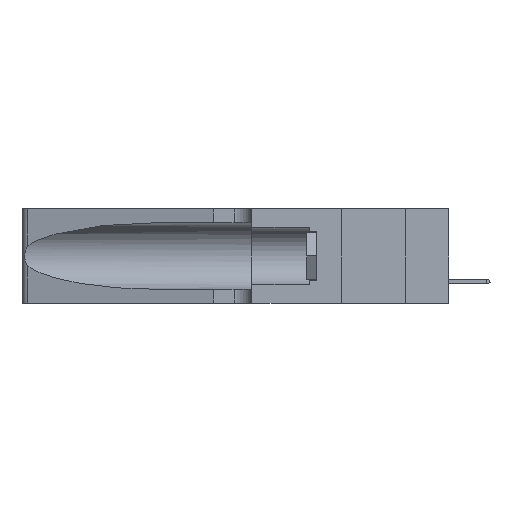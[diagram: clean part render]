
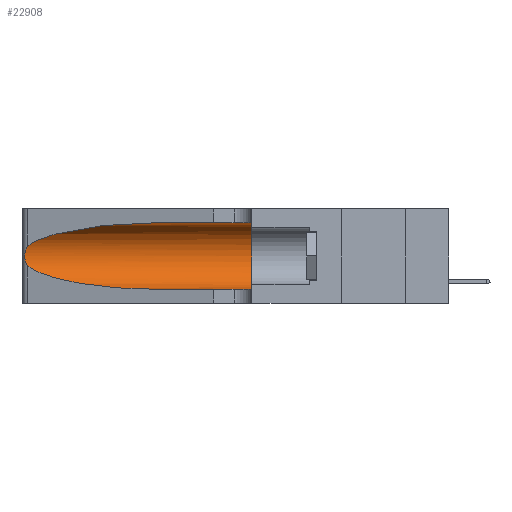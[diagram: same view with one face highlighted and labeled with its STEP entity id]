
A CAD part, left-side view. The second image highlights one B-rep face of the part: STEP entity #22908.
In plain terms, the highlighted cylindrical face has radius 3.308 mm (diameter 6.617 mm), a partial arc.
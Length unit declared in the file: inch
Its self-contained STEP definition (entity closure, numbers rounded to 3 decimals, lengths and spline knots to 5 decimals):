
#3038 = CARTESIAN_POINT ( 'NONE',  ( 0.25555, 1.22994, 0.2215 ) ) ;
#3216 = ORIENTED_EDGE ( 'NONE', *, *, #32922, .F. ) ;
#3247 = CARTESIAN_POINT ( 'NONE',  ( 0.1305, 0.35, 0.185 ) ) ;
#3530 = EDGE_LOOP ( 'NONE', ( #39546, #17126, #22105, #20037, #49460, #3216 ) ) ;
#5992 = EDGE_CURVE ( 'NONE', #24920, #29498, #14228, .T. ) ;
#6709 = CARTESIAN_POINT ( 'NONE',  ( 0.25487, 1.22718, 0.14631 ) ) ;
#7294 = CARTESIAN_POINT ( 'NONE',  ( 0.1305, 0.72297, 0.31525 ) ) ;
#8328 = CYLINDRICAL_SURFACE ( 'NONE', #17258, 0.13025 ) ;
#8599 = CARTESIAN_POINT ( 'NONE',  ( 0.25789, 1.23486, 0.15765 ) ) ;
#8921 = CARTESIAN_POINT ( 'NONE',  ( 0.18966, 0.96281, 0.31525 ) ) ;
#9351 = VERTEX_POINT ( 'NONE', #45681 ) ;
#9424 = CARTESIAN_POINT ( 'NONE',  ( 0.25487, 1.22718, 0.22369 ) ) ;
#10112 = CARTESIAN_POINT ( 'NONE',  ( 0.1305, 1.61858, 0.31525 ) ) ;
#10344 = EDGE_CURVE ( 'NONE', #31767, #24920, #11141, .T. ) ;
#11013 = LINE ( 'NONE', #10112, #39683 ) ;
#11141 = B_SPLINE_CURVE_WITH_KNOTS ( 'NONE', 3,
 ( #49692, #3038, #30383, #46941, #40418, #22021, #42893, #19725, #50260, #34728, #8599, #19980, #24104, #32110 ),
 .UNSPECIFIED., .F., .F.,
 ( 4, 2, 2, 2, 2, 2, 4 ),
 ( 0., 0.00027, 0.00053, 0.00107, 0.0016, 0.00187, 0.00214 ),
 .UNSPECIFIED. ) ;
#11318 = CARTESIAN_POINT ( 'NONE',  ( 0.1305, 0.72297, 0.31525 ) ) ;
#11688 = CIRCLE ( 'NONE', #16347, 0.13025 ) ;
#12818 = CARTESIAN_POINT ( 'NONE',  ( 0.1305, 0.72297, 0.05475 ) ) ;
#14228 =( BOUNDED_CURVE ( )  B_SPLINE_CURVE ( 3, ( #16127, #28238, #31392, #35350 ),
 .UNSPECIFIED., .F., .F. ) 
 B_SPLINE_CURVE_WITH_KNOTS ( ( 4, 4 ),
 ( 3.44316, 4.71239 ),
 .UNSPECIFIED. ) 
 CURVE ( )  GEOMETRIC_REPRESENTATION_ITEM ( )  RATIONAL_B_SPLINE_CURVE ( ( 1., 0.87, 0.87, 1. ) ) 
 REPRESENTATION_ITEM ( '' )  );
#15174 = VECTOR ( 'NONE', #23077, 39.37008 ) ;
#15748 =( BOUNDED_CURVE ( )  B_SPLINE_CURVE ( 3, ( #11318, #8921, #40179, #9424 ),
 .UNSPECIFIED., .F., .F. ) 
 B_SPLINE_CURVE_WITH_KNOTS ( ( 4, 4 ),
 ( 1.5708, 2.84003 ),
 .UNSPECIFIED. ) 
 CURVE ( )  GEOMETRIC_REPRESENTATION_ITEM ( )  RATIONAL_B_SPLINE_CURVE ( ( 1., 0.87, 0.87, 1. ) ) 
 REPRESENTATION_ITEM ( '' )  );
#16127 = CARTESIAN_POINT ( 'NONE',  ( 0.25487, 1.22718, 0.14631 ) ) ;
#16347 = AXIS2_PLACEMENT_3D ( 'NONE', #3247, #49903, #46316 ) ;
#17126 = ORIENTED_EDGE ( 'NONE', *, *, #10344, .T. ) ;
#17258 = AXIS2_PLACEMENT_3D ( 'NONE', #41800, #26258, #30174 ) ;
#18855 = LINE ( 'NONE', #38089, #15174 ) ;
#19725 = CARTESIAN_POINT ( 'NONE',  ( 0.26075, 1.23896, 0.178 ) ) ;
#19980 = CARTESIAN_POINT ( 'NONE',  ( 0.25639, 1.23186, 0.15144 ) ) ;
#20037 = ORIENTED_EDGE ( 'NONE', *, *, #27147, .T. ) ;
#22021 = CARTESIAN_POINT ( 'NONE',  ( 0.26018, 1.23835, 0.19895 ) ) ;
#22105 = ORIENTED_EDGE ( 'NONE', *, *, #5992, .T. ) ;
#22908 = ADVANCED_FACE ( 'NONE', ( #27403 ), #8328, .F. ) ;
#23077 = DIRECTION ( 'NONE',  ( 0., -1., 0. ) ) ;
#24104 = CARTESIAN_POINT ( 'NONE',  ( 0.25555, 1.22993, 0.14849 ) ) ;
#24920 = VERTEX_POINT ( 'NONE', #6709 ) ;
#25542 = EDGE_CURVE ( 'NONE', #42035, #9351, #11688, .T. ) ;
#26258 = DIRECTION ( 'NONE',  ( 0., -1., 0. ) ) ;
#26584 = CARTESIAN_POINT ( 'NONE',  ( 0.25487, 1.22718, 0.22369 ) ) ;
#27147 = EDGE_CURVE ( 'NONE', #29498, #9351, #18855, .T. ) ;
#27403 = FACE_OUTER_BOUND ( 'NONE', #3530, .T. ) ;
#28238 = CARTESIAN_POINT ( 'NONE',  ( 0.2373, 1.15595, 0.08982 ) ) ;
#28344 = EDGE_CURVE ( 'NONE', #49693, #31767, #15748, .T. ) ;
#28834 = CARTESIAN_POINT ( 'NONE',  ( 0.1305, 0.35, 0.31525 ) ) ;
#29498 = VERTEX_POINT ( 'NONE', #12818 ) ;
#30174 = DIRECTION ( 'NONE',  ( 0., 0., -1. ) ) ;
#30383 = CARTESIAN_POINT ( 'NONE',  ( 0.25639, 1.23184, 0.21858 ) ) ;
#31392 = CARTESIAN_POINT ( 'NONE',  ( 0.18966, 0.96281, 0.05475 ) ) ;
#31767 = VERTEX_POINT ( 'NONE', #26584 ) ;
#32110 = CARTESIAN_POINT ( 'NONE',  ( 0.25487, 1.22718, 0.14631 ) ) ;
#32922 = EDGE_CURVE ( 'NONE', #49693, #42035, #11013, .T. ) ;
#34728 = CARTESIAN_POINT ( 'NONE',  ( 0.25856, 1.23593, 0.16098 ) ) ;
#35350 = CARTESIAN_POINT ( 'NONE',  ( 0.1305, 0.72297, 0.05475 ) ) ;
#38089 = CARTESIAN_POINT ( 'NONE',  ( 0.1305, 1.61858, 0.05475 ) ) ;
#39546 = ORIENTED_EDGE ( 'NONE', *, *, #28344, .T. ) ;
#39683 = VECTOR ( 'NONE', #41372, 39.37008 ) ;
#40179 = CARTESIAN_POINT ( 'NONE',  ( 0.2373, 1.15595, 0.28018 ) ) ;
#40418 = CARTESIAN_POINT ( 'NONE',  ( 0.25854, 1.2359, 0.20912 ) ) ;
#41372 = DIRECTION ( 'NONE',  ( 0., -1., 0. ) ) ;
#41800 = CARTESIAN_POINT ( 'NONE',  ( 0.1305, 1.61858, 0.185 ) ) ;
#42035 = VERTEX_POINT ( 'NONE', #28834 ) ;
#42893 = CARTESIAN_POINT ( 'NONE',  ( 0.26075, 1.23896, 0.19203 ) ) ;
#45681 = CARTESIAN_POINT ( 'NONE',  ( 0.1305, 0.35, 0.05475 ) ) ;
#46316 = DIRECTION ( 'NONE',  ( 0., 0., 1. ) ) ;
#46941 = CARTESIAN_POINT ( 'NONE',  ( 0.25787, 1.23484, 0.2124 ) ) ;
#49460 = ORIENTED_EDGE ( 'NONE', *, *, #25542, .F. ) ;
#49692 = CARTESIAN_POINT ( 'NONE',  ( 0.25487, 1.22718, 0.22369 ) ) ;
#49693 = VERTEX_POINT ( 'NONE', #7294 ) ;
#49903 = DIRECTION ( 'NONE',  ( 0., 1., 0. ) ) ;
#50260 = CARTESIAN_POINT ( 'NONE',  ( 0.26017, 1.23833, 0.17102 ) ) ;
